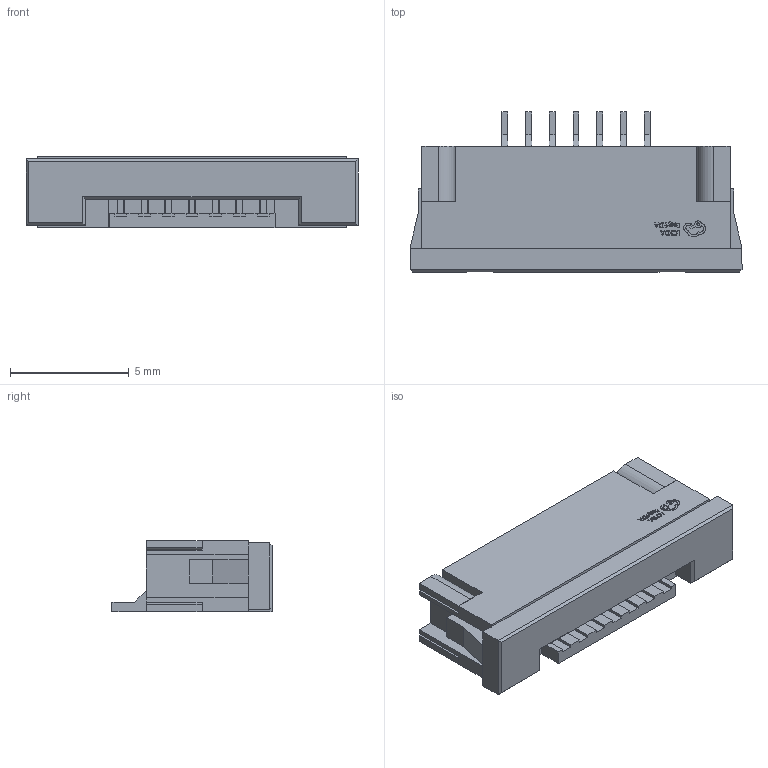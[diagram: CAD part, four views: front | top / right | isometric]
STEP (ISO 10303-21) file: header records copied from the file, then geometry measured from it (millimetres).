
FILE_DESCRIPTION (( 'STEP AP214' ), '1' );
FILE_NAME ('FPC-SMD_P1.00-7P_WS-SJ-H2.5.step', '2022-07-06T16:25:41', ( '' ), ( '' ), 'SwSTEP 2.0', 'SolidWorks 2020', '' );
FILE_SCHEMA (( 'AUTOMOTIVE_DESIGN' ));
Length unit declared in the file: millimetre
Products named in the file (1): FPC-SMD_P1.00-7P_WS-SJ-H2.5
Bounding box: 14 x 6.75 x 3.01 mm (x, y, z)
Volume: 184.2 mm3; surface area: 626.1 mm2
Topology: 11 solids, 11 shells, 585 faces, 1639 edges, 1088 vertices
Faces by surface type: plane 427, bspline 146, cylinder 12
Entity records: 26272 total; most frequent: CARTESIAN_POINT 6923, ORIENTED_EDGE 3278, DIRECTION 2247, EDGE_CURVE 1639, LINE 1319, VECTOR 1319, VERTEX_POINT 1088, EDGE_LOOP 611
